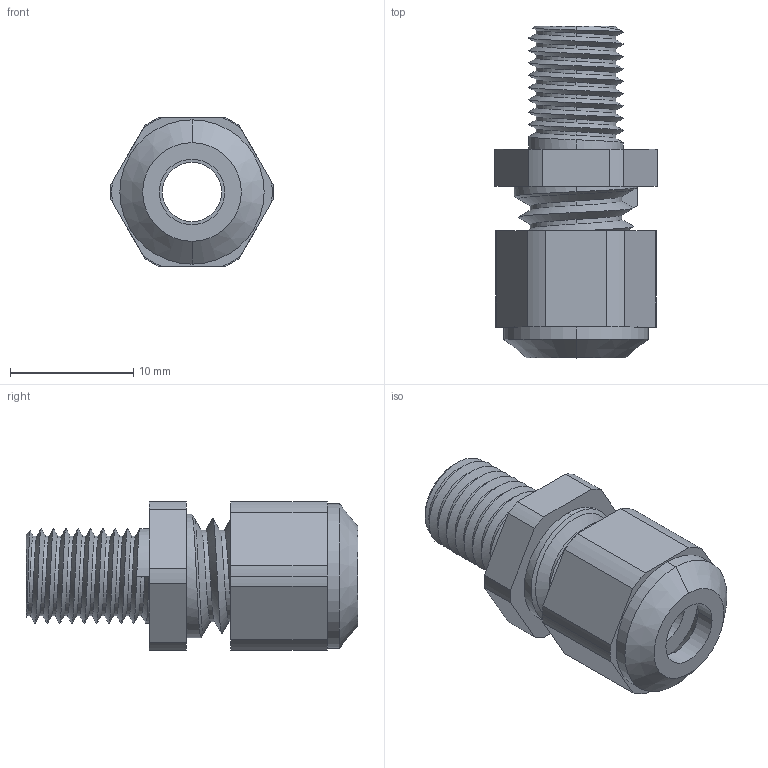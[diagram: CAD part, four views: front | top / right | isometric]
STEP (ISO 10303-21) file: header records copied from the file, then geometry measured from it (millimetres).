
FILE_DESCRIPTION (( 'STEP AP203' ), '1' );
FILE_NAME ('447-800-07.STEP', '2022-06-30T14:22:31', ( '' ), ( '' ), 'SwSTEP 2.0', 'SolidWorks 2018', '' );
FILE_SCHEMA (( 'CONFIG_CONTROL_DESIGN' ));
Length unit declared in the file: millimetre
Products named in the file (1): 447-800-07
Bounding box: 13.19 x 26.9 x 12 mm (x, y, z)
Volume: 1544.2 mm3; surface area: 2222.4 mm2
Topology: 1 solids, 1 shells, 101 faces, 275 edges, 181 vertices
Faces by surface type: cylinder 61, plane 23, cone 12, bspline 5
Entity records: 4851 total; most frequent: CARTESIAN_POINT 2417, ORIENTED_EDGE 550, DIRECTION 449, EDGE_CURVE 275, VERTEX_POINT 181, AXIS2_PLACEMENT_3D 167, VECTOR 115, LINE 115
